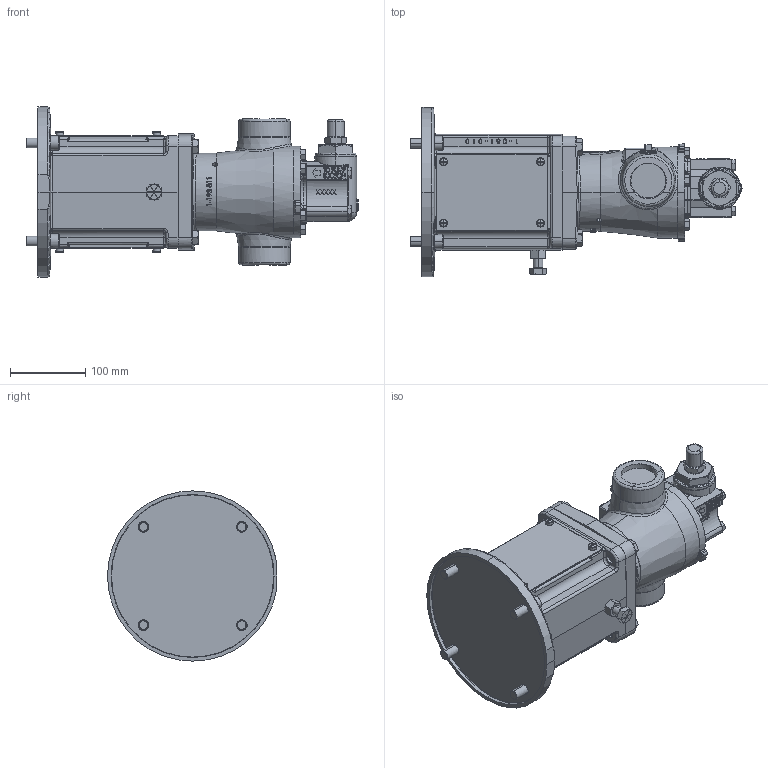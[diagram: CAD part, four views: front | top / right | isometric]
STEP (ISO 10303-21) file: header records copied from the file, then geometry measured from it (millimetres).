
FILE_DESCRIPTION (( 'STEP AP214' ), '1' );
FILE_NAME ('H495-M_(182-184TC).STEP', '2017-02-24T19:29:40', ( '' ), ( '' ), 'SwSTEP 2.0', 'SolidWorks 2016', '' );
FILE_SCHEMA (( 'AUTOMOTIVE_DESIGN' ));
Length unit declared in the file: inch
Products named in the file (2): H495-M_(182-184TC)
Bounding box: 439.89 x 224.03 x 225.55 mm (x, y, z)
Volume: 6596523 mm3; surface area: 345159.3 mm2
Topology: 1 solids, 6 shells, 2066 faces, 5261 edges, 3304 vertices
Faces by surface type: plane 836, bspline 506, cylinder 352, cone 212, torus 105, sphere 55
Entity records: 111231 total; most frequent: CARTESIAN_POINT 46033, ORIENTED_EDGE 10438, DIRECTION 7701, EDGE_CURVE 5219, VERTEX_POINT 3303, AXIS2_PLACEMENT_3D 2750, EDGE_LOOP 2214, VECTOR 2201
